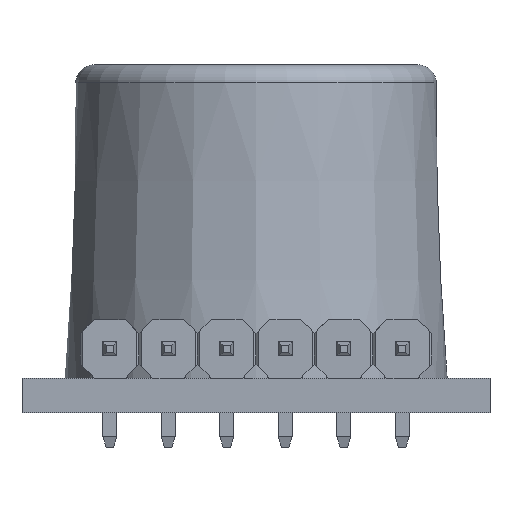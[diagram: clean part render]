
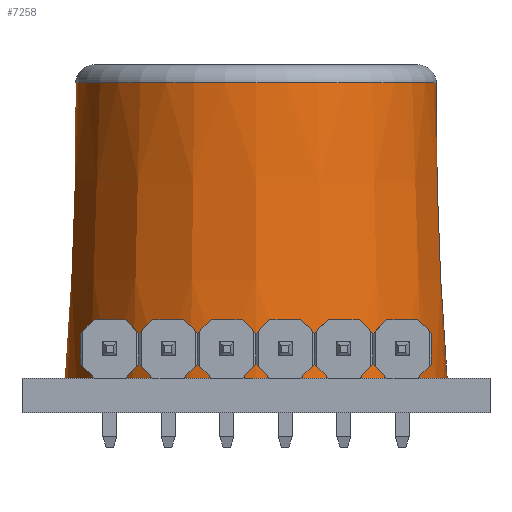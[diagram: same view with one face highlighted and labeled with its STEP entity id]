
A CAD part, left-side view. The second image highlights one B-rep face of the part: STEP entity #7258.
In plain terms, the highlighted conical face has half-angle 2.106 degrees and reference radius 8.064 mm.
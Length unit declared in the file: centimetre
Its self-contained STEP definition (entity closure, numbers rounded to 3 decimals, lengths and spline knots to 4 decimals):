
#23=CONICAL_SURFACE('',#7836,0.8064,0.037);
#2545=VERTEX_POINT('',#10466);
#2546=VERTEX_POINT('',#10469);
#3120=CIRCLE('',#7835,0.83);
#3121=CIRCLE('',#7837,0.7828);
#3511=EDGE_CURVE('',#2545,#2545,#3120,.T.);
#3512=EDGE_CURVE('',#2546,#2546,#3121,.T.);
#4868=ORIENTED_EDGE('',*,*,#3512,.F.);
#4869=ORIENTED_EDGE('',*,*,#3511,.T.);
#6348=EDGE_LOOP('',(#4868));
#6349=EDGE_LOOP('',(#4869));
#6838=FACE_BOUND('',#6348,.T.);
#6839=FACE_BOUND('',#6349,.T.);
#7258=ADVANCED_FACE('',(#6838,#6839),#23,.T.);
#7835=AXIS2_PLACEMENT_3D('',#10465,#8848,#8849);
#7836=AXIS2_PLACEMENT_3D('',#10467,#8850,#8851);
#7837=AXIS2_PLACEMENT_3D('',#10468,#8852,#8853);
#8848=DIRECTION('',(0.,1.,0.));
#8849=DIRECTION('',(0.83,0.,0.));
#8850=DIRECTION('',(0.,-1.,0.));
#8851=DIRECTION('',(0.806,0.,0.));
#8852=DIRECTION('',(0.,1.,0.));
#8853=DIRECTION('',(0.783,0.,0.));
#10465=CARTESIAN_POINT('',(0.,0.,0.));
#10466=CARTESIAN_POINT('',(0.83,0.,0.));
#10467=CARTESIAN_POINT('',(0.,0.6415,0.));
#10468=CARTESIAN_POINT('',(0.,1.2829,0.));
#10469=CARTESIAN_POINT('',(0.7828,1.2829,0.));
